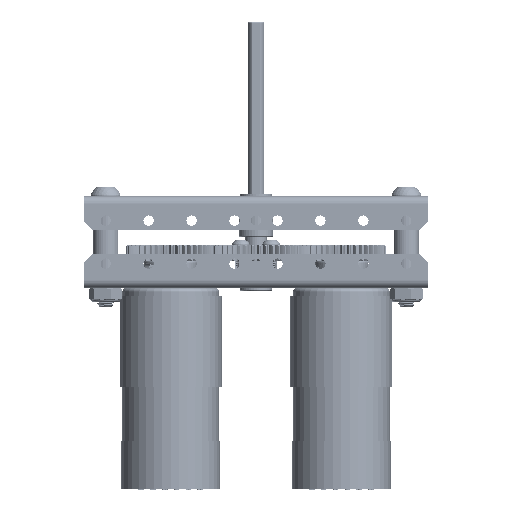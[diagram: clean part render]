
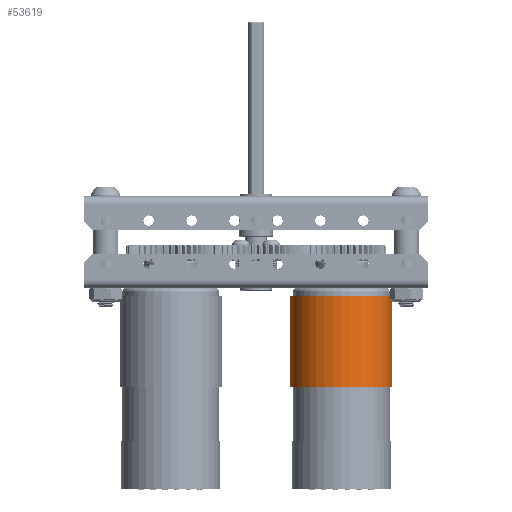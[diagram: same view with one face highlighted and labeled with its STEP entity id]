
A CAD part, front view. The second image highlights one B-rep face of the part: STEP entity #53619.
In plain terms, the highlighted cylindrical face has radius 19 mm (diameter 38 mm), a partial arc.
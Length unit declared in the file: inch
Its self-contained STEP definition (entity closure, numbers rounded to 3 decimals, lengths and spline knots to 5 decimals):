
#240 = FACE_OUTER_BOUND ( 'NONE', #3339, .T. ) ;
#3339 = EDGE_LOOP ( 'NONE', ( #45946, #73568, #39631, #15854 ) ) ;
#4429 = DIRECTION ( 'NONE',  ( 0., 0., -1. ) ) ;
#8118 = LINE ( 'NONE', #19507, #28178 ) ;
#12090 = CARTESIAN_POINT ( 'NONE',  ( -0.74803, 0., -0.11811 ) ) ;
#14347 = CARTESIAN_POINT ( 'NONE',  ( 0.74803, 0., -1.45669 ) ) ;
#15854 = ORIENTED_EDGE ( 'NONE', *, *, #54396, .F. ) ;
#17149 = DIRECTION ( 'NONE',  ( -1., 0., 0. ) ) ;
#19271 = CYLINDRICAL_SURFACE ( 'NONE', #56783, 0.74803 ) ;
#19507 = CARTESIAN_POINT ( 'NONE',  ( 0.74803, 0., -0.11811 ) ) ;
#19974 = DIRECTION ( 'NONE',  ( -1., 0., 0. ) ) ;
#20310 = CARTESIAN_POINT ( 'NONE',  ( 0.74803, 0., -0.11811 ) ) ;
#21383 = VERTEX_POINT ( 'NONE', #14347 ) ;
#23991 = EDGE_CURVE ( 'NONE', #51234, #28382, #75217, .T. ) ;
#25913 = DIRECTION ( 'NONE',  ( 0., 0., -1. ) ) ;
#27602 = CARTESIAN_POINT ( 'NONE',  ( 0., 0., -1.45669 ) ) ;
#28178 = VECTOR ( 'NONE', #30962, 39.37008 ) ;
#28382 = VERTEX_POINT ( 'NONE', #51347 ) ;
#30034 = AXIS2_PLACEMENT_3D ( 'NONE', #27602, #4429, #17149 ) ;
#30962 = DIRECTION ( 'NONE',  ( 0., 0., -1. ) ) ;
#31193 = DIRECTION ( 'NONE',  ( 0., 0., -1. ) ) ;
#32241 = CARTESIAN_POINT ( 'NONE',  ( 0., 0., -0.11811 ) ) ;
#32870 = CIRCLE ( 'NONE', #30034, 0.74803 ) ;
#39631 = ORIENTED_EDGE ( 'NONE', *, *, #23991, .T. ) ;
#43405 = CARTESIAN_POINT ( 'NONE',  ( 0., 0., -0.11811 ) ) ;
#45946 = ORIENTED_EDGE ( 'NONE', *, *, #68645, .F. ) ;
#47069 = AXIS2_PLACEMENT_3D ( 'NONE', #43405, #31193, #19974 ) ;
#51234 = VERTEX_POINT ( 'NONE', #12090 ) ;
#51347 = CARTESIAN_POINT ( 'NONE',  ( -0.74803, 0., -1.45669 ) ) ;
#53619 = ADVANCED_FACE ( 'NONE', ( #240 ), #19271, .T. ) ;
#54320 = DIRECTION ( 'NONE',  ( 0., 0., -1. ) ) ;
#54396 = EDGE_CURVE ( 'NONE', #21383, #28382, #32870, .T. ) ;
#55165 = EDGE_CURVE ( 'NONE', #64266, #51234, #64216, .T. ) ;
#56783 = AXIS2_PLACEMENT_3D ( 'NONE', #32241, #25913, #67508 ) ;
#59843 = VECTOR ( 'NONE', #54320, 39.37008 ) ;
#64216 = CIRCLE ( 'NONE', #47069, 0.74803 ) ;
#64266 = VERTEX_POINT ( 'NONE', #20310 ) ;
#67508 = DIRECTION ( 'NONE',  ( -1., 0., 0. ) ) ;
#68645 = EDGE_CURVE ( 'NONE', #64266, #21383, #8118, .T. ) ;
#71745 = CARTESIAN_POINT ( 'NONE',  ( -0.74803, 0., -0.11811 ) ) ;
#73568 = ORIENTED_EDGE ( 'NONE', *, *, #55165, .T. ) ;
#75217 = LINE ( 'NONE', #71745, #59843 ) ;
